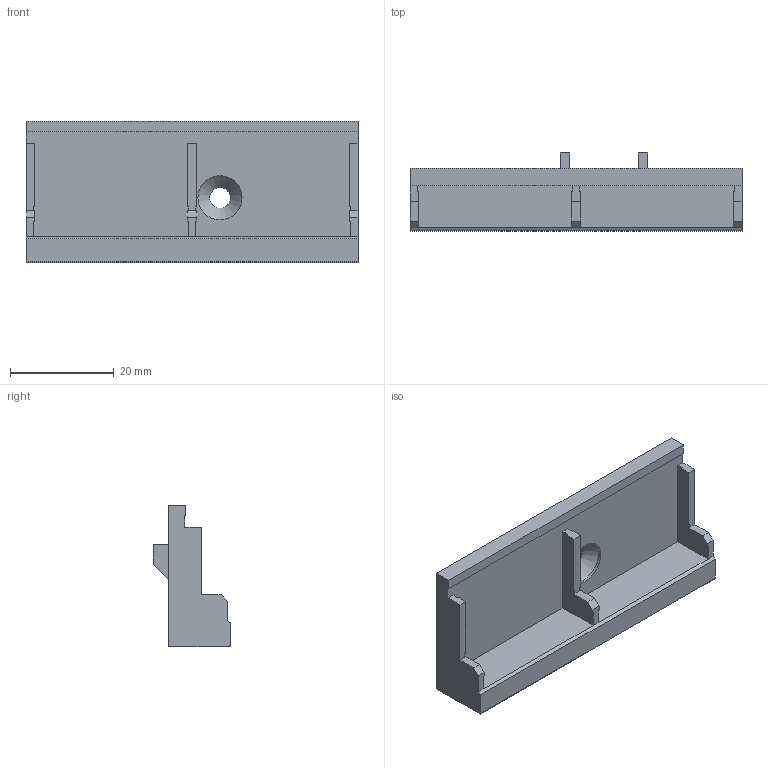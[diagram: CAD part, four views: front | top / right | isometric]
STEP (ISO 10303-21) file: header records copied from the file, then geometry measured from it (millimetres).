
FILE_DESCRIPTION(/* description */ (''),/* implementation_level */ '2;1');
FILE_NAME(/* name */ 'LRS WAGO mount 221-415 x2 Corrected Locating lug placement and height.step',/* time_stamp */ '2025-03-28T01:05:51-07:00',/* author */ (''),/* organization */ (''),/* preprocessor_version */ 'ST-DEVELOPER v20.1',/* originating_system */ 'Autodesk Translation Framework v14.4.0.0',/* authorisation */ '');
FILE_SCHEMA (('AUTOMOTIVE_DESIGN { 1 0 10303 214 3 1 1 }'));
Length unit declared in the file: millimetre
Products named in the file (1): (Unsaved)
Bounding box: 63.95 x 15 x 27.25 mm (x, y, z)
Volume: 8584.4 mm3; surface area: 5907.7 mm2
Topology: 1 solids, 1 shells, 69 faces, 187 edges, 122 vertices
Faces by surface type: plane 66, cylinder 2, cone 1
Full cylindrical faces by diameter (mm): 4 x1, 8.5 x1
Entity records: 2167 total; most frequent: CARTESIAN_POINT 379, ORIENTED_EDGE 374, DIRECTION 333, EDGE_CURVE 187, LINE 181, VECTOR 181, VERTEX_POINT 122, AXIS2_PLACEMENT_3D 76
